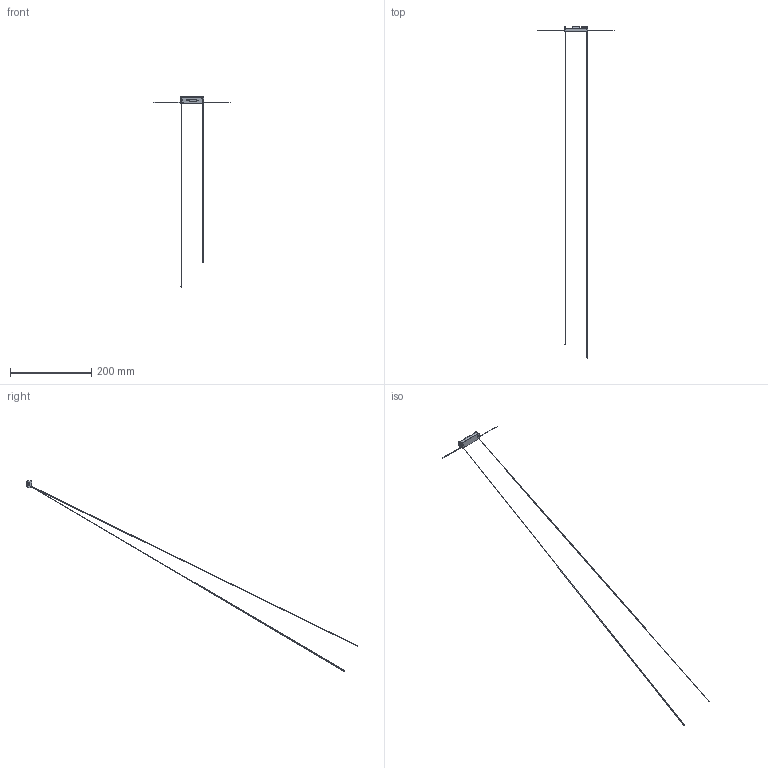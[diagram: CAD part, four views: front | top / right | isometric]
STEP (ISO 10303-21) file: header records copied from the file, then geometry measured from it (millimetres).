
FILE_DESCRIPTION (( 'STEP AP214' ), '1' );
FILE_NAME ('2461.STEP', '2011-01-14T15:19:15', ( 'Richard Maletta' ), ( '' ), 'SwSTEP 2.0', 'SolidWorks 2009', '' );
FILE_SCHEMA (( 'AUTOMOTIVE_DESIGN' ));
Length unit declared in the file: millimetre
Products named in the file (1): 2461
Bounding box: 189.56 x 816.62 x 468.96 mm (x, y, z)
Volume: 2933.8 mm3; surface area: 5891.1 mm2
Topology: 6 solids, 6 shells, 190 faces, 488 edges, 307 vertices
Faces by surface type: plane 100, cylinder 66, torus 20, bspline 4
Entity records: 10291 total; most frequent: CARTESIAN_POINT 3397, DIRECTION 1016, ORIENTED_EDGE 956, EDGE_CURVE 478, AXIS2_PLACEMENT_3D 365, VERTEX_POINT 306, VECTOR 286, LINE 286
